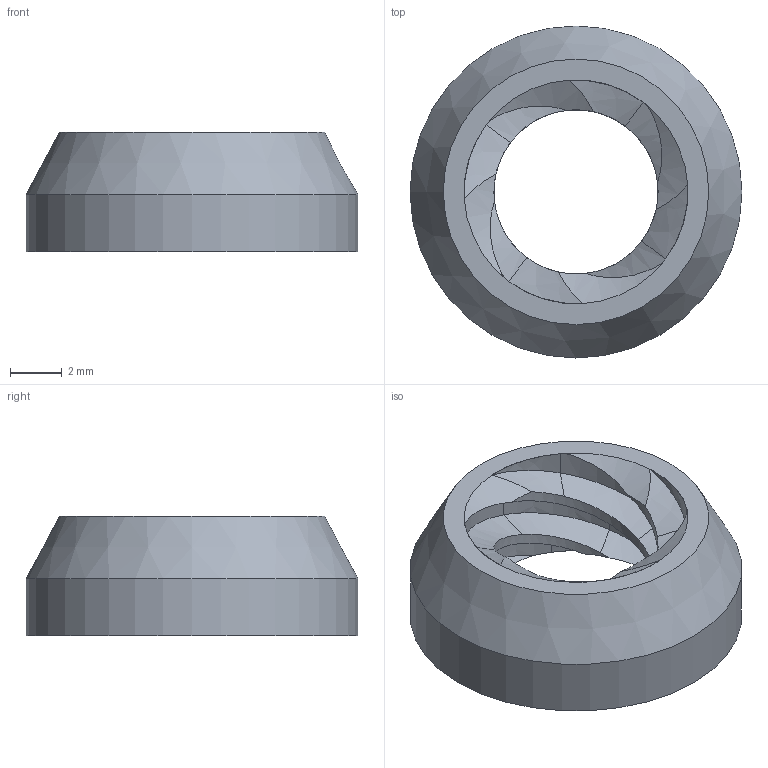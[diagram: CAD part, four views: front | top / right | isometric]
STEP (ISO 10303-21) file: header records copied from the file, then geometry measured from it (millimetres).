
FILE_DESCRIPTION(/* description */ (''),/* implementation_level */ '2;1');
FILE_NAME(/* name */ 'z_leadscrew_cap.step',/* time_stamp */ '2023-01-06T07:26:16+07:00',/* author */ (''),/* organization */ (''),/* preprocessor_version */ 'ST-DEVELOPER v19.2',/* originating_system */ 'Autodesk Translation Framework v11.17.0.187',/* authorisation */ '');
FILE_SCHEMA (('AUTOMOTIVE_DESIGN { 1 0 10303 214 3 1 1 }'));
Length unit declared in the file: millimetre
Products named in the file (2): z_leadscrew_cap; z_leadscrew_cap_1
Assembly tree (1 placements, depth 2):
  z_leadscrew_cap
    z_leadscrew_cap_1
Bounding box: 12.78 x 12.78 x 4.6 mm (x, y, z)
Volume: 304.9 mm3; surface area: 493.2 mm2
Topology: 1 solids, 1 shells, 68 faces, 157 edges, 91 vertices
Faces by surface type: bspline 52, cone 9, cylinder 5, plane 2
Full cylindrical faces by diameter (mm): 12.777 x1
Entity records: 3232 total; most frequent: CARTESIAN_POINT 2063, ORIENTED_EDGE 314, EDGE_CURVE 157, B_SPLINE_CURVE_WITH_KNOTS 136, VERTEX_POINT 91, DIRECTION 78, EDGE_LOOP 70, FACE_OUTER_BOUND 68
